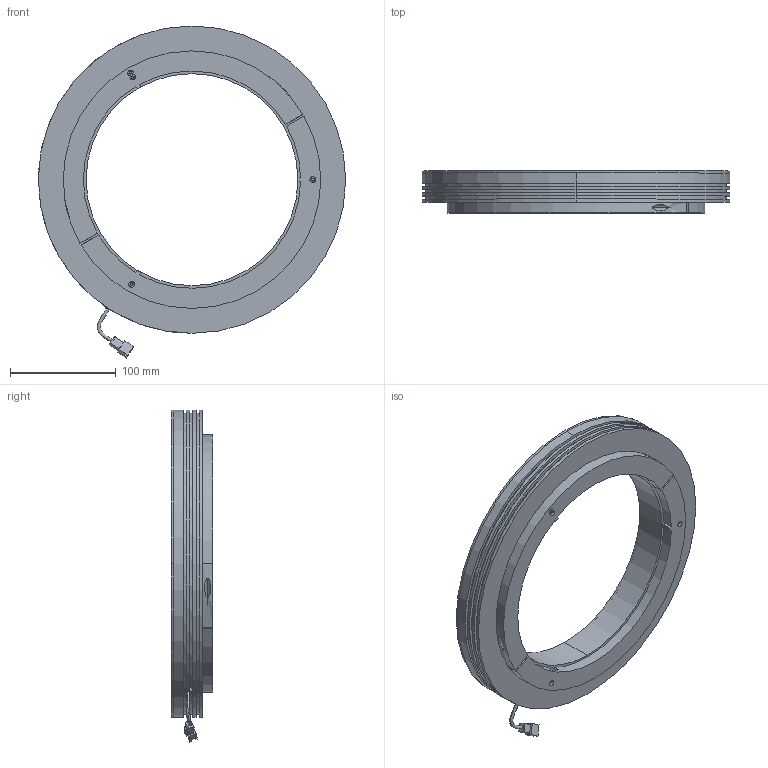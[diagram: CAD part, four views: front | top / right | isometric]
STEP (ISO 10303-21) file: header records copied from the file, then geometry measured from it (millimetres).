
FILE_DESCRIPTION (( 'STEP AP214' ), '1' );
FILE_NAME ('LTRN144.STEP', '2013-04-05T13:53:37', ( 'Work' ), ( '' ), 'SwSTEP 2.0', 'SolidWorks 2012', '' );
FILE_SCHEMA (( 'AUTOMOTIVE_DESIGN' ));
Length unit declared in the file: millimetre
Products named in the file (1): LTRN144
Bounding box: 290 x 39.6 x 313.27 mm (x, y, z)
Surface area: 204823.5 mm2 (no closed solid volume)
Topology: 0 solids, 55 shells, 156 faces, 618 edges, 525 vertices
Faces by surface type: plane 79, cylinder 75, bspline 2
Entity records: 10566 total; most frequent: CARTESIAN_POINT 3676, DIRECTION 1024, ORIENTED_EDGE 842, EDGE_CURVE 618, VERTEX_POINT 525, LINE 410, VECTOR 410, AXIS2_PLACEMENT_3D 307
